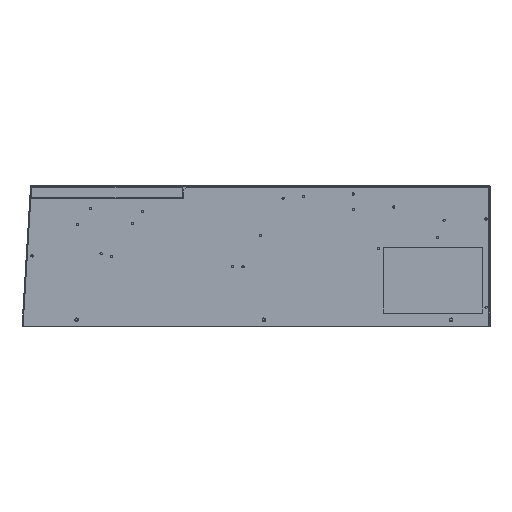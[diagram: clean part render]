
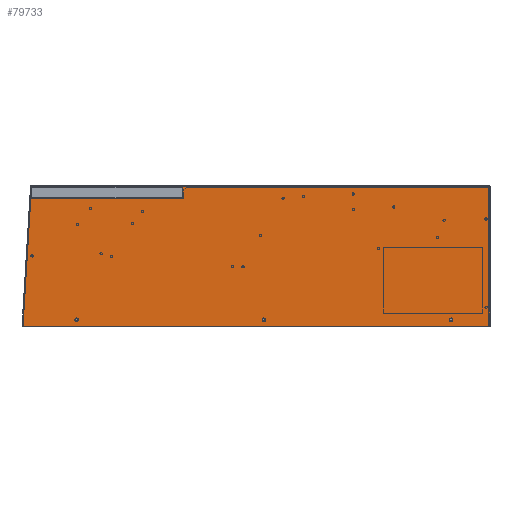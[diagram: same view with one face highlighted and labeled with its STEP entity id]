
A CAD part, left-side view. The second image highlights one B-rep face of the part: STEP entity #79733.
In plain terms, the highlighted planar face has unit normal (-1, 0, 0).
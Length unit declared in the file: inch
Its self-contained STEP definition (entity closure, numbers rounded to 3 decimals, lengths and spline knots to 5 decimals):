
#109 = EDGE_CURVE ( 'NONE', #63502, #31688, #39095, .T. ) ;
#392 = DIRECTION ( 'NONE',  ( 1., 0., 0. ) ) ;
#567 = EDGE_LOOP ( 'NONE', ( #29590, #62640 ) ) ;
#599 = CARTESIAN_POINT ( 'NONE',  ( -5.9252, -17.71654, 0. ) ) ;
#1228 = AXIS2_PLACEMENT_3D ( 'NONE', #60126, #392, #30747 ) ;
#1762 = CARTESIAN_POINT ( 'NONE',  ( -5.9252, 17.6556, 1.07986 ) ) ;
#2775 = CIRCLE ( 'NONE', #1228, 0.07874 ) ;
#4866 = DIRECTION ( 'NONE',  ( -1., 0., 0. ) ) ;
#4886 = ORIENTED_EDGE ( 'NONE', *, *, #54748, .F. ) ;
#6165 = LINE ( 'NONE', #90727, #70066 ) ;
#6290 = EDGE_LOOP ( 'NONE', ( #33046, #31421 ) ) ;
#6328 = ORIENTED_EDGE ( 'NONE', *, *, #11513, .F. ) ;
#7562 = ORIENTED_EDGE ( 'NONE', *, *, #90533, .F. ) ;
#8116 = VECTOR ( 'NONE', #68608, 39.37008 ) ;
#11065 = CARTESIAN_POINT ( 'NONE',  ( -5.9252, 16.99741, 10.55136 ) ) ;
#11513 = EDGE_CURVE ( 'NONE', #12173, #84514, #6165, .T. ) ;
#12173 = VERTEX_POINT ( 'NONE', #98315 ) ;
#14671 = AXIS2_PLACEMENT_3D ( 'NONE', #17441, #70648, #92528 ) ;
#16446 = FACE_BOUND ( 'NONE', #6290, .T. ) ;
#16469 = DIRECTION ( 'NONE',  ( 0., 1., 0. ) ) ;
#16728 = DIRECTION ( 'NONE',  ( 0., -0.061, 0.998 ) ) ;
#17441 = CARTESIAN_POINT ( 'NONE',  ( -5.9252, 0., 0. ) ) ;
#17588 = DIRECTION ( 'NONE',  ( 0., 0., 1. ) ) ;
#18261 = CIRCLE ( 'NONE', #32506, 0.09843 ) ;
#18853 = DIRECTION ( 'NONE',  ( 0., 0., -1. ) ) ;
#18868 = DIRECTION ( 'NONE',  ( 0., 0., -1. ) ) ;
#19138 = EDGE_CURVE ( 'NONE', #49389, #90851, #48431, .T. ) ;
#20092 = EDGE_CURVE ( 'NONE', #31688, #91686, #94698, .T. ) ;
#21287 = CIRCLE ( 'NONE', #51461, 0.09843 ) ;
#21961 = DIRECTION ( 'NONE',  ( 0., 0., -1. ) ) ;
#22127 = DIRECTION ( 'NONE',  ( 0., 0., -1. ) ) ;
#22778 = VERTEX_POINT ( 'NONE', #30054 ) ;
#22816 = LINE ( 'NONE', #53182, #8116 ) ;
#22940 = CARTESIAN_POINT ( 'NONE',  ( -5.9252, -14.76378, 0.47244 ) ) ;
#23898 = PLANE ( 'NONE',  #14671 ) ;
#24758 = VERTEX_POINT ( 'NONE', #78535 ) ;
#25374 = EDGE_LOOP ( 'NONE', ( #6328, #89015, #46629, #62354, #25681, #7562 ) ) ;
#25681 = ORIENTED_EDGE ( 'NONE', *, *, #109, .F. ) ;
#27271 = CARTESIAN_POINT ( 'NONE',  ( -5.9252, 13.58268, 0.47244 ) ) ;
#27767 = DIRECTION ( 'NONE',  ( -1., 0., 0. ) ) ;
#28966 = CARTESIAN_POINT ( 'NONE',  ( -5.9252, 17.72165, 0. ) ) ;
#29580 = DIRECTION ( 'NONE',  ( -1., 0., 0. ) ) ;
#29590 = ORIENTED_EDGE ( 'NONE', *, *, #19138, .F. ) ;
#30054 = CARTESIAN_POINT ( 'NONE',  ( -5.9252, -0.59055, 0.37402 ) ) ;
#30747 = DIRECTION ( 'NONE',  ( 0., 0., 1. ) ) ;
#31421 = ORIENTED_EDGE ( 'NONE', *, *, #52425, .F. ) ;
#31519 = CARTESIAN_POINT ( 'NONE',  ( -5.9252, 16.99741, 10.6301 ) ) ;
#31688 = VERTEX_POINT ( 'NONE', #96385 ) ;
#32506 = AXIS2_PLACEMENT_3D ( 'NONE', #27271, #4866, #18853 ) ;
#33046 = ORIENTED_EDGE ( 'NONE', *, *, #53495, .F. ) ;
#39095 = LINE ( 'NONE', #1762, #81829 ) ;
#41896 = CIRCLE ( 'NONE', #97481, 0.09843 ) ;
#42142 = CIRCLE ( 'NONE', #50100, 0.09843 ) ;
#45415 = EDGE_CURVE ( 'NONE', #89920, #12173, #2775, .T. ) ;
#46629 = ORIENTED_EDGE ( 'NONE', *, *, #89214, .F. ) ;
#46795 = FACE_OUTER_BOUND ( 'NONE', #25374, .T. ) ;
#46946 = AXIS2_PLACEMENT_3D ( 'NONE', #22940, #53305, #21961 ) ;
#48431 = CIRCLE ( 'NONE', #46946, 0.09843 ) ;
#49389 = VERTEX_POINT ( 'NONE', #54945 ) ;
#49422 = DIRECTION ( 'NONE',  ( 0., 0., -1. ) ) ;
#50100 = AXIS2_PLACEMENT_3D ( 'NONE', #78149, #62259, #73021 ) ;
#51461 = AXIS2_PLACEMENT_3D ( 'NONE', #95921, #27767, #18868 ) ;
#51819 = AXIS2_PLACEMENT_3D ( 'NONE', #11065, #93158, #17588 ) ;
#52425 = EDGE_CURVE ( 'NONE', #96279, #24758, #41896, .T. ) ;
#52956 = DIRECTION ( 'NONE',  ( 0., 0., -1. ) ) ;
#53182 = CARTESIAN_POINT ( 'NONE',  ( -5.9252, -0.00005, 10.63001 ) ) ;
#53305 = DIRECTION ( 'NONE',  ( -1., 0., 0. ) ) ;
#53495 = EDGE_CURVE ( 'NONE', #24758, #96279, #18261, .T. ) ;
#54748 = EDGE_CURVE ( 'NONE', #61302, #22778, #21287, .T. ) ;
#54945 = CARTESIAN_POINT ( 'NONE',  ( -5.9252, -14.76378, 0.57087 ) ) ;
#60126 = CARTESIAN_POINT ( 'NONE',  ( -5.9252, -17.6378, 10.55118 ) ) ;
#61302 = VERTEX_POINT ( 'NONE', #71689 ) ;
#62218 = FACE_BOUND ( 'NONE', #567, .T. ) ;
#62259 = DIRECTION ( 'NONE',  ( -1., 0., 0. ) ) ;
#62354 = ORIENTED_EDGE ( 'NONE', *, *, #20092, .F. ) ;
#62640 = ORIENTED_EDGE ( 'NONE', *, *, #63418, .F. ) ;
#63418 = EDGE_CURVE ( 'NONE', #90851, #49389, #67006, .T. ) ;
#63502 = VERTEX_POINT ( 'NONE', #28966 ) ;
#64069 = CARTESIAN_POINT ( 'NONE',  ( -5.9252, -17.6378, 10.62992 ) ) ;
#64408 = EDGE_LOOP ( 'NONE', ( #4886, #91499 ) ) ;
#65607 = VECTOR ( 'NONE', #16469, 39.37008 ) ;
#67006 = CIRCLE ( 'NONE', #79706, 0.09843 ) ;
#68608 = DIRECTION ( 'NONE',  ( 0., -1., 0. ) ) ;
#69700 = CARTESIAN_POINT ( 'NONE',  ( -5.9252, 0., 0. ) ) ;
#70066 = VECTOR ( 'NONE', #52956, 39.37008 ) ;
#70648 = DIRECTION ( 'NONE',  ( 1., 0., 0. ) ) ;
#71689 = CARTESIAN_POINT ( 'NONE',  ( -5.9252, -0.59055, 0.57087 ) ) ;
#73021 = DIRECTION ( 'NONE',  ( 0., 0., -1. ) ) ;
#73759 = DIRECTION ( 'NONE',  ( -1., 0., 0. ) ) ;
#78149 = CARTESIAN_POINT ( 'NONE',  ( -5.9252, -0.59055, 0.47244 ) ) ;
#78535 = CARTESIAN_POINT ( 'NONE',  ( -5.9252, 13.58268, 0.57087 ) ) ;
#79706 = AXIS2_PLACEMENT_3D ( 'NONE', #79760, #73759, #49422 ) ;
#79733 = ADVANCED_FACE ( 'NONE', ( #16446, #92032, #62218, #46795 ), #23898, .F. ) ;
#79760 = CARTESIAN_POINT ( 'NONE',  ( -5.9252, -14.76378, 0.47244 ) ) ;
#79796 = CARTESIAN_POINT ( 'NONE',  ( -5.9252, 13.58268, 0.37402 ) ) ;
#81829 = VECTOR ( 'NONE', #16728, 39.37008 ) ;
#82038 = CARTESIAN_POINT ( 'NONE',  ( -5.9252, -14.76378, 0.37402 ) ) ;
#82132 = EDGE_CURVE ( 'NONE', #22778, #61302, #42142, .T. ) ;
#84514 = VERTEX_POINT ( 'NONE', #599 ) ;
#84617 = LINE ( 'NONE', #69700, #65607 ) ;
#89015 = ORIENTED_EDGE ( 'NONE', *, *, #45415, .F. ) ;
#89214 = EDGE_CURVE ( 'NONE', #91686, #89920, #22816, .T. ) ;
#89920 = VERTEX_POINT ( 'NONE', #64069 ) ;
#90533 = EDGE_CURVE ( 'NONE', #84514, #63502, #84617, .T. ) ;
#90727 = CARTESIAN_POINT ( 'NONE',  ( -5.9252, -17.71654, 0. ) ) ;
#90851 = VERTEX_POINT ( 'NONE', #82038 ) ;
#91499 = ORIENTED_EDGE ( 'NONE', *, *, #82132, .F. ) ;
#91686 = VERTEX_POINT ( 'NONE', #31519 ) ;
#92032 = FACE_BOUND ( 'NONE', #64408, .T. ) ;
#92528 = DIRECTION ( 'NONE',  ( 0., 0., -1. ) ) ;
#93158 = DIRECTION ( 'NONE',  ( 1., 0., 0. ) ) ;
#94698 = CIRCLE ( 'NONE', #51819, 0.07874 ) ;
#95921 = CARTESIAN_POINT ( 'NONE',  ( -5.9252, -0.59055, 0.47244 ) ) ;
#96279 = VERTEX_POINT ( 'NONE', #79796 ) ;
#96385 = CARTESIAN_POINT ( 'NONE',  ( -5.9252, 17.076, 10.55616 ) ) ;
#97481 = AXIS2_PLACEMENT_3D ( 'NONE', #97717, #29580, #22127 ) ;
#97717 = CARTESIAN_POINT ( 'NONE',  ( -5.9252, 13.58268, 0.47244 ) ) ;
#98315 = CARTESIAN_POINT ( 'NONE',  ( -5.9252, -17.71654, 10.55118 ) ) ;
